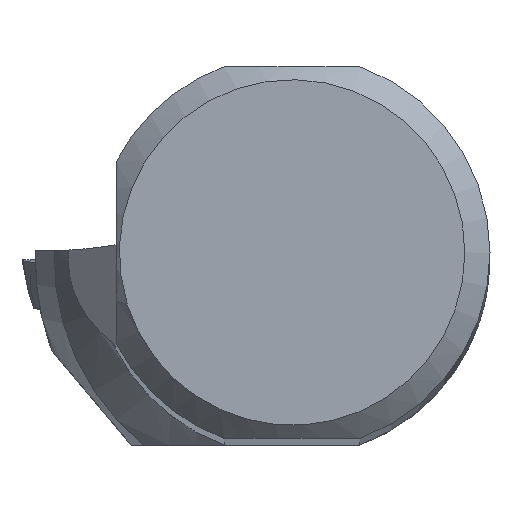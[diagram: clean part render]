
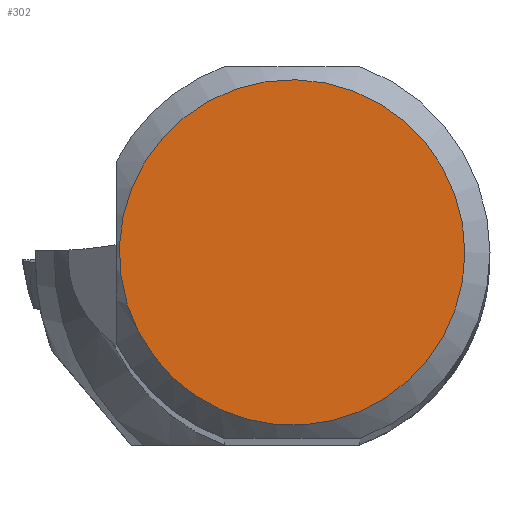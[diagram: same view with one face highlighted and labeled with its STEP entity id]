
A CAD part, top view. The second image highlights one B-rep face of the part: STEP entity #302.
In plain terms, the highlighted planar face has unit normal (0, 0, 1).
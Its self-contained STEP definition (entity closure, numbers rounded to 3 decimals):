
#242=CIRCLE('',#1451,17.189);
#302=ADVANCED_FACE('',(#405),#340,.F.);
#340=PLANE('',#1454);
#405=FACE_OUTER_BOUND('',#477,.T.);
#477=EDGE_LOOP('',(#806));
#806=ORIENTED_EDGE('',*,*,#1144,.T.);
#969=VERTEX_POINT('',#2458);
#1144=EDGE_CURVE('',#969,#969,#242,.T.);
#1451=AXIS2_PLACEMENT_3D('',#2457,#1749,#1750);
#1454=AXIS2_PLACEMENT_3D('',#2461,#1755,#1756);
#1749=DIRECTION('',(0.,0.,1.));
#1750=DIRECTION('',(1.,0.,0.));
#1755=DIRECTION('',(0.,0.,-1.));
#1756=DIRECTION('',(-1.,0.,0.));
#2457=CARTESIAN_POINT('',(0.,0.,0.));
#2458=CARTESIAN_POINT('',(17.189,0.,0.));
#2461=CARTESIAN_POINT('',(-17.189,0.,0.));
